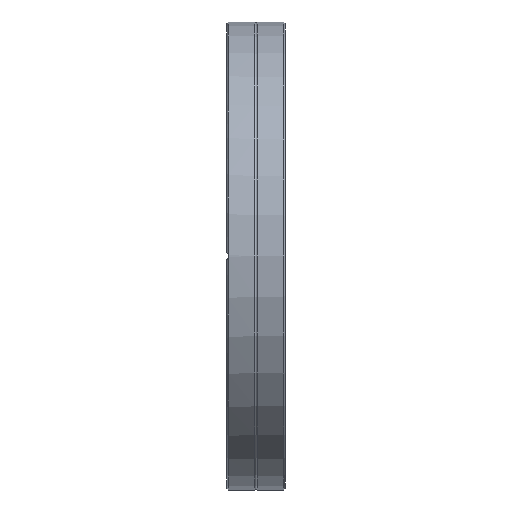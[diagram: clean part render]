
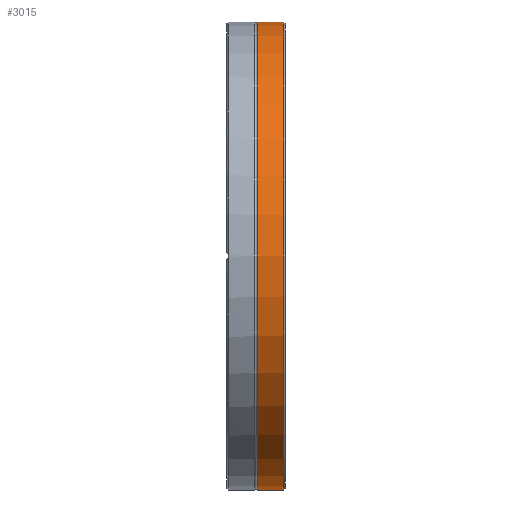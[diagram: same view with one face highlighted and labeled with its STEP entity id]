
A CAD part, left-side view. The second image highlights one B-rep face of the part: STEP entity #3015.
In plain terms, the highlighted cylindrical face has radius 85.75 mm (diameter 171.5 mm), a full revolution.
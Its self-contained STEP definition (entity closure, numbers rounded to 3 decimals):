
#308=CYLINDRICAL_SURFACE('',#3249,85.75);
#355=FACE_OUTER_BOUND('',#557,.T.);
#557=EDGE_LOOP('',(#2091,#2092,#2093,#2094,#2095,#2096));
#760=LINE('',#4291,#937);
#937=VECTOR('',#3586,85.75);
#1113=CIRCLE('',#3226,85.75);
#1114=CIRCLE('',#3227,85.75);
#1135=CIRCLE('',#3250,85.75);
#1136=CIRCLE('',#3251,85.75);
#1263=VERTEX_POINT('',#4240);
#1264=VERTEX_POINT('',#4241);
#1285=VERTEX_POINT('',#4287);
#1286=VERTEX_POINT('',#4288);
#1575=EDGE_CURVE('',#1263,#1264,#1113,.T.);
#1576=EDGE_CURVE('',#1264,#1263,#1114,.T.);
#1598=EDGE_CURVE('',#1285,#1286,#1135,.T.);
#1599=EDGE_CURVE('',#1286,#1285,#1136,.T.);
#1600=EDGE_CURVE('',#1286,#1264,#760,.T.);
#2091=ORIENTED_EDGE('',*,*,#1598,.F.);
#2092=ORIENTED_EDGE('',*,*,#1599,.F.);
#2093=ORIENTED_EDGE('',*,*,#1600,.T.);
#2094=ORIENTED_EDGE('',*,*,#1575,.F.);
#2095=ORIENTED_EDGE('',*,*,#1576,.F.);
#2096=ORIENTED_EDGE('',*,*,#1600,.F.);
#3015=ADVANCED_FACE('',(#355),#308,.T.);
#3226=AXIS2_PLACEMENT_3D('',#4242,#3533,#3534);
#3227=AXIS2_PLACEMENT_3D('',#4243,#3535,#3536);
#3249=AXIS2_PLACEMENT_3D('',#4286,#3580,#3581);
#3250=AXIS2_PLACEMENT_3D('',#4289,#3582,#3583);
#3251=AXIS2_PLACEMENT_3D('',#4290,#3584,#3585);
#3533=DIRECTION('center_axis',(0.,-1.,0.));
#3534=DIRECTION('ref_axis',(1.,0.,0.));
#3535=DIRECTION('center_axis',(0.,-1.,0.));
#3536=DIRECTION('ref_axis',(1.,0.,0.));
#3580=DIRECTION('center_axis',(0.,1.,0.));
#3581=DIRECTION('ref_axis',(-1.,0.,0.));
#3582=DIRECTION('center_axis',(0.,1.,0.));
#3583=DIRECTION('ref_axis',(1.,0.,0.));
#3584=DIRECTION('center_axis',(0.,1.,0.));
#3585=DIRECTION('ref_axis',(1.,0.,0.));
#3586=DIRECTION('',(0.,-1.,0.));
#4240=CARTESIAN_POINT('',(-85.75,0.5,0.));
#4241=CARTESIAN_POINT('',(85.75,0.5,0.));
#4242=CARTESIAN_POINT('Origin',(0.,0.5,0.));
#4243=CARTESIAN_POINT('Origin',(0.,0.5,0.));
#4286=CARTESIAN_POINT('Origin',(0.,5.081,0.));
#4287=CARTESIAN_POINT('',(0.,10.163,-85.75));
#4288=CARTESIAN_POINT('',(85.75,10.163,0.));
#4289=CARTESIAN_POINT('Origin',(0.,10.163,0.));
#4290=CARTESIAN_POINT('Origin',(0.,10.163,0.));
#4291=CARTESIAN_POINT('',(85.75,5.081,0.));
